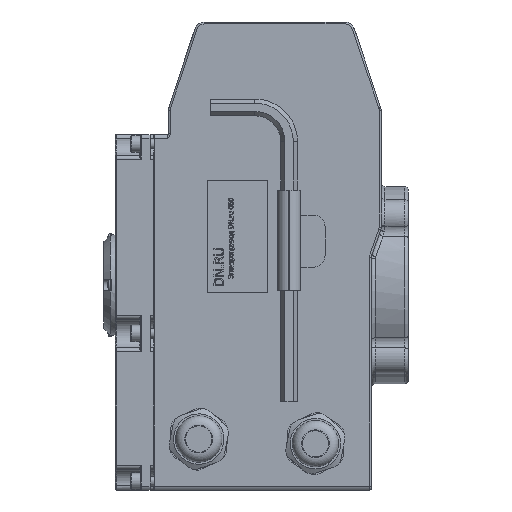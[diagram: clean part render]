
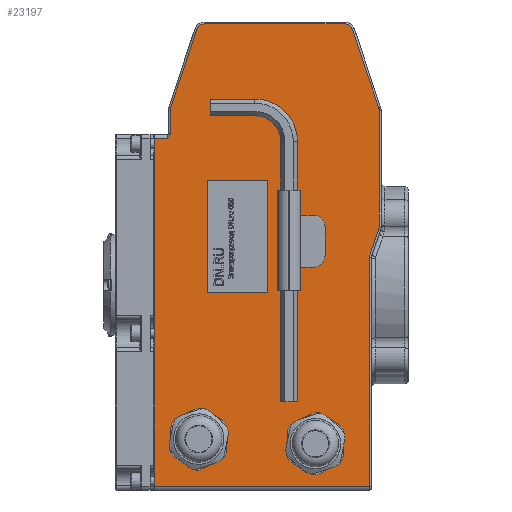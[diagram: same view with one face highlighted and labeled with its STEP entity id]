
A CAD part, left-side view. The second image highlights one B-rep face of the part: STEP entity #23197.
In plain terms, the highlighted planar face has unit normal (-1, 0, 0).
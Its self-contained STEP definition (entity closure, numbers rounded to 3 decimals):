
#232=FACE_BOUND('',#3239,.T.);
#592=B_SPLINE_CURVE_WITH_KNOTS('',3,(#32834,#32835,#32836,#32837,#32838,
#32839,#32840,#32841),.UNSPECIFIED.,.F.,.F.,(4,2,1,1,4),(-0.001,
0.,0.113,0.169,0.282),.UNSPECIFIED.);
#1166=PLANE('',#24783);
#1911=FACE_OUTER_BOUND('',#3238,.T.);
#3238=EDGE_LOOP('',(#14992,#14993,#14994,#14995,#14996,#14997,#14998,#14999,
#15000,#15001,#15002,#15003,#15004,#15005,#15006,#15007,#15008));
#3239=EDGE_LOOP('',(#15009,#15010,#15011,#15012));
#4643=LINE('',#32847,#6470);
#4645=LINE('',#32859,#6472);
#4647=LINE('',#32871,#6474);
#4649=LINE('',#32883,#6476);
#4651=LINE('',#32895,#6478);
#4653=LINE('',#32907,#6480);
#4655=LINE('',#32919,#6482);
#4675=LINE('',#33021,#6502);
#4676=LINE('',#33025,#6503);
#4677=LINE('',#33026,#6504);
#4678=LINE('',#33029,#6505);
#4679=LINE('',#33031,#6506);
#4680=LINE('',#33033,#6507);
#4681=LINE('',#33034,#6508);
#6470=VECTOR('',#26861,10.);
#6472=VECTOR('',#26875,10.);
#6474=VECTOR('',#26889,10.);
#6476=VECTOR('',#26903,10.);
#6478=VECTOR('',#26917,10.);
#6480=VECTOR('',#26931,10.);
#6482=VECTOR('',#26945,10.);
#6502=VECTOR('',#27013,10.);
#6503=VECTOR('',#27018,10.);
#6504=VECTOR('',#27019,10.);
#6505=VECTOR('',#27020,10.);
#6506=VECTOR('',#27021,10.);
#6507=VECTOR('',#27022,10.);
#6508=VECTOR('',#27023,10.);
#8289=CIRCLE('',#24725,4.);
#8293=CIRCLE('',#24731,4.);
#8297=CIRCLE('',#24737,4.);
#8301=CIRCLE('',#24743,4.);
#8305=CIRCLE('',#24749,4.);
#8309=CIRCLE('',#24755,6.);
#9240=VERTEX_POINT('',#32822);
#9242=VERTEX_POINT('',#32825);
#9243=VERTEX_POINT('',#32843);
#9245=VERTEX_POINT('',#32849);
#9247=VERTEX_POINT('',#32855);
#9249=VERTEX_POINT('',#32861);
#9251=VERTEX_POINT('',#32867);
#9253=VERTEX_POINT('',#32873);
#9255=VERTEX_POINT('',#32879);
#9257=VERTEX_POINT('',#32885);
#9259=VERTEX_POINT('',#32891);
#9261=VERTEX_POINT('',#32897);
#9263=VERTEX_POINT('',#32903);
#9265=VERTEX_POINT('',#32909);
#9267=VERTEX_POINT('',#32915);
#9292=VERTEX_POINT('',#33020);
#9293=VERTEX_POINT('',#33024);
#9294=VERTEX_POINT('',#33027);
#9295=VERTEX_POINT('',#33028);
#9296=VERTEX_POINT('',#33030);
#9297=VERTEX_POINT('',#33032);
#11443=EDGE_CURVE('',#9242,#9240,#592,.T.);
#11446=EDGE_CURVE('',#9240,#9243,#4643,.T.);
#11449=EDGE_CURVE('',#9243,#9245,#8289,.T.);
#11452=EDGE_CURVE('',#9245,#9247,#4645,.T.);
#11455=EDGE_CURVE('',#9247,#9249,#8293,.T.);
#11458=EDGE_CURVE('',#9249,#9251,#4647,.T.);
#11461=EDGE_CURVE('',#9251,#9253,#8297,.T.);
#11464=EDGE_CURVE('',#9253,#9255,#4649,.T.);
#11467=EDGE_CURVE('',#9255,#9257,#8301,.T.);
#11470=EDGE_CURVE('',#9257,#9259,#4651,.T.);
#11473=EDGE_CURVE('',#9259,#9261,#8305,.T.);
#11476=EDGE_CURVE('',#9261,#9263,#4653,.T.);
#11479=EDGE_CURVE('',#9263,#9265,#8309,.T.);
#11482=EDGE_CURVE('',#9265,#9267,#4655,.T.);
#11518=EDGE_CURVE('',#9267,#9292,#4675,.T.);
#11520=EDGE_CURVE('',#9293,#9242,#4676,.T.);
#11521=EDGE_CURVE('',#9292,#9293,#4677,.T.);
#11522=EDGE_CURVE('',#9294,#9295,#4678,.T.);
#11523=EDGE_CURVE('',#9295,#9296,#4679,.T.);
#11524=EDGE_CURVE('',#9296,#9297,#4680,.T.);
#11525=EDGE_CURVE('',#9297,#9294,#4681,.T.);
#14992=ORIENTED_EDGE('',*,*,#11482,.F.);
#14993=ORIENTED_EDGE('',*,*,#11479,.F.);
#14994=ORIENTED_EDGE('',*,*,#11476,.F.);
#14995=ORIENTED_EDGE('',*,*,#11473,.F.);
#14996=ORIENTED_EDGE('',*,*,#11470,.F.);
#14997=ORIENTED_EDGE('',*,*,#11467,.F.);
#14998=ORIENTED_EDGE('',*,*,#11464,.F.);
#14999=ORIENTED_EDGE('',*,*,#11461,.F.);
#15000=ORIENTED_EDGE('',*,*,#11458,.F.);
#15001=ORIENTED_EDGE('',*,*,#11455,.F.);
#15002=ORIENTED_EDGE('',*,*,#11452,.F.);
#15003=ORIENTED_EDGE('',*,*,#11449,.F.);
#15004=ORIENTED_EDGE('',*,*,#11446,.F.);
#15005=ORIENTED_EDGE('',*,*,#11443,.F.);
#15006=ORIENTED_EDGE('',*,*,#11520,.F.);
#15007=ORIENTED_EDGE('',*,*,#11521,.F.);
#15008=ORIENTED_EDGE('',*,*,#11518,.F.);
#15009=ORIENTED_EDGE('',*,*,#11522,.T.);
#15010=ORIENTED_EDGE('',*,*,#11523,.T.);
#15011=ORIENTED_EDGE('',*,*,#11524,.T.);
#15012=ORIENTED_EDGE('',*,*,#11525,.T.);
#23197=ADVANCED_FACE('',(#1911,#232),#1166,.F.);
#24725=AXIS2_PLACEMENT_3D('',#32853,#26868,#26869);
#24731=AXIS2_PLACEMENT_3D('',#32865,#26882,#26883);
#24737=AXIS2_PLACEMENT_3D('',#32877,#26896,#26897);
#24743=AXIS2_PLACEMENT_3D('',#32889,#26910,#26911);
#24749=AXIS2_PLACEMENT_3D('',#32901,#26924,#26925);
#24755=AXIS2_PLACEMENT_3D('',#32913,#26938,#26939);
#24783=AXIS2_PLACEMENT_3D('',#33023,#27016,#27017);
#26861=DIRECTION('',(0.,0.,1.));
#26868=DIRECTION('center_axis',(1.,0.,0.));
#26869=DIRECTION('ref_axis',(0.,0.987,0.16));
#26875=DIRECTION('',(0.,-0.316,0.949));
#26882=DIRECTION('center_axis',(1.,0.,0.));
#26883=DIRECTION('ref_axis',(0.,0.585,0.811));
#26889=DIRECTION('',(0.,-1.,0.));
#26896=DIRECTION('center_axis',(1.,0.,0.));
#26897=DIRECTION('ref_axis',(0.,-0.585,0.811));
#26903=DIRECTION('',(0.,-0.316,-0.949));
#26910=DIRECTION('center_axis',(1.,0.,0.));
#26911=DIRECTION('ref_axis',(0.,-0.987,0.16));
#26917=DIRECTION('',(0.,0.,-1.));
#26924=DIRECTION('center_axis',(1.,0.,0.));
#26925=DIRECTION('ref_axis',(0.,-0.986,-0.17));
#26931=DIRECTION('',(0.,0.334,-0.942));
#26938=DIRECTION('center_axis',(-1.,0.,0.));
#26939=DIRECTION('ref_axis',(0.,0.986,0.17));
#26945=DIRECTION('',(0.,0.,-1.));
#27013=DIRECTION('',(0.,1.,0.));
#27016=DIRECTION('center_axis',(1.,0.,0.));
#27017=DIRECTION('ref_axis',(0.,0.,-1.));
#27018=DIRECTION('',(0.,-1.,0.));
#27019=DIRECTION('',(0.,0.,1.));
#27020=DIRECTION('',(0.,1.,0.));
#27021=DIRECTION('',(0.,0.,1.));
#27022=DIRECTION('',(0.,-1.,0.));
#27023=DIRECTION('',(0.,0.,-1.));
#32822=CARTESIAN_POINT('',(0.,54.,63.06));
#32825=CARTESIAN_POINT('',(0.,55.5,60.769));
#32834=CARTESIAN_POINT('Ctrl Pts',(0.,55.5,60.769));
#32835=CARTESIAN_POINT('Ctrl Pts',(0.,55.499,60.77));
#32836=CARTESIAN_POINT('Ctrl Pts',(0.,55.497,60.771));
#32837=CARTESIAN_POINT('Ctrl Pts',(0.,55.204,61.01));
#32838=CARTESIAN_POINT('Ctrl Pts',(0.,54.764,61.374));
#32839=CARTESIAN_POINT('Ctrl Pts',(0.,54.186,62.125));
#32840=CARTESIAN_POINT('Ctrl Pts',(0.,54.,62.683));
#32841=CARTESIAN_POINT('Ctrl Pts',(0.,54.,63.06));
#32843=CARTESIAN_POINT('',(0.,54.,75.089));
#32847=CARTESIAN_POINT('',(0.,54.,7.05));
#32849=CARTESIAN_POINT('',(0.,53.795,76.354));
#32853=CARTESIAN_POINT('Origin',(0.,50.,75.089));
#32855=CARTESIAN_POINT('',(0.,40.191,117.165));
#32859=CARTESIAN_POINT('',(0.,62.686,49.679));
#32861=CARTESIAN_POINT('',(0.,36.396,119.9));
#32865=CARTESIAN_POINT('Origin',(0.,36.396,115.9));
#32867=CARTESIAN_POINT('',(0.,-36.396,119.9));
#32871=CARTESIAN_POINT('',(0.,20.,119.9));
#32873=CARTESIAN_POINT('',(0.,-40.191,117.165));
#32877=CARTESIAN_POINT('Origin',(0.,-36.396,115.9));
#32879=CARTESIAN_POINT('',(0.,-53.795,76.354));
#32883=CARTESIAN_POINT('',(0.,-55.186,72.179));
#32885=CARTESIAN_POINT('',(0.,-54.,75.089));
#32889=CARTESIAN_POINT('Origin',(0.,-50.,75.089));
#32891=CARTESIAN_POINT('',(0.,-54.,14.96));
#32895=CARTESIAN_POINT('',(0.,-54.,37.95));
#32897=CARTESIAN_POINT('',(0.,-53.77,13.623));
#32901=CARTESIAN_POINT('Origin',(0.,-50.,14.96));
#32903=CARTESIAN_POINT('',(0.,-49.345,1.145));
#32907=CARTESIAN_POINT('',(0.,-48.765,-0.491));
#32909=CARTESIAN_POINT('',(0.,-49.,-0.86));
#32913=CARTESIAN_POINT('Origin',(0.,-55.,-0.86));
#32915=CARTESIAN_POINT('',(0.,-49.,-118.9));
#32919=CARTESIAN_POINT('',(0.,-49.,0.));
#33020=CARTESIAN_POINT('',(0.,62.3,-118.9));
#33021=CARTESIAN_POINT('',(0.,-25.,-118.9));
#33023=CARTESIAN_POINT('Origin',(0.,0.,0.));
#33024=CARTESIAN_POINT('',(0.,62.3,60.769));
#33025=CARTESIAN_POINT('',(0.,27.5,60.769));
#33026=CARTESIAN_POINT('',(0.,62.3,-120.9));
#33027=CARTESIAN_POINT('',(0.,3.522,-18.847));
#33028=CARTESIAN_POINT('',(0.,34.889,-18.847));
#33029=CARTESIAN_POINT('',(0.,17.444,-18.847));
#33030=CARTESIAN_POINT('',(0.,34.889,39.262));
#33031=CARTESIAN_POINT('',(0.,34.889,19.631));
#33032=CARTESIAN_POINT('',(0.,3.522,39.262));
#33033=CARTESIAN_POINT('',(0.,1.761,39.262));
#33034=CARTESIAN_POINT('',(0.,3.522,-9.423));
